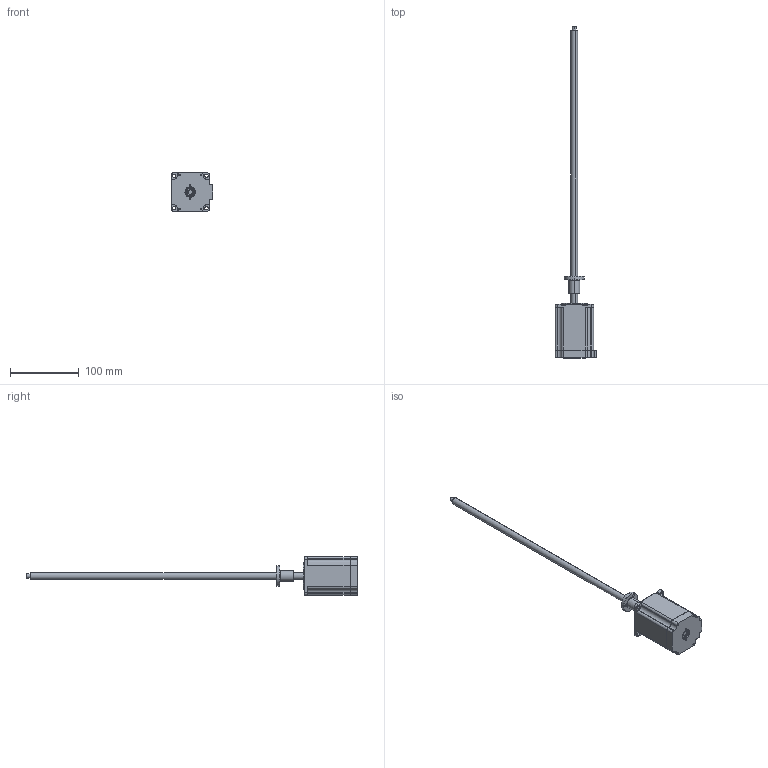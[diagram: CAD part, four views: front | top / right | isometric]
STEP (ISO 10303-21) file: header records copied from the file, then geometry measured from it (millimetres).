
FILE_DESCRIPTION (( 'STEP AP203' ), '1' );
FILE_NAME ('LE23AS-T10105-400-AR2-S-300.STEP', '2018-08-10T03:40:13', ( '' ), ( '' ), 'SwSTEP 2.0', 'SolidWorks 2014', '' );
FILE_SCHEMA (( 'CONFIG_CONTROL_DESIGN' ));
Length unit declared in the file: millimetre
Products named in the file (1): LE23AS-T10105-400-AR2-S-300
Bounding box: 61.2 x 484.5 x 56.2 mm (x, y, z)
Surface area: 44226.5 mm2 (no closed solid volume)
Topology: 0 solids, 20 shells, 284 faces, 935 edges, 652 vertices
Faces by surface type: plane 128, cylinder 94, cone 48, sphere 8, torus 6
Entity records: 10587 total; most frequent: CARTESIAN_POINT 2302, DIRECTION 1781, ORIENTED_EDGE 1510, EDGE_CURVE 935, VERTEX_POINT 652, AXIS2_PLACEMENT_3D 631, LINE 519, VECTOR 519
